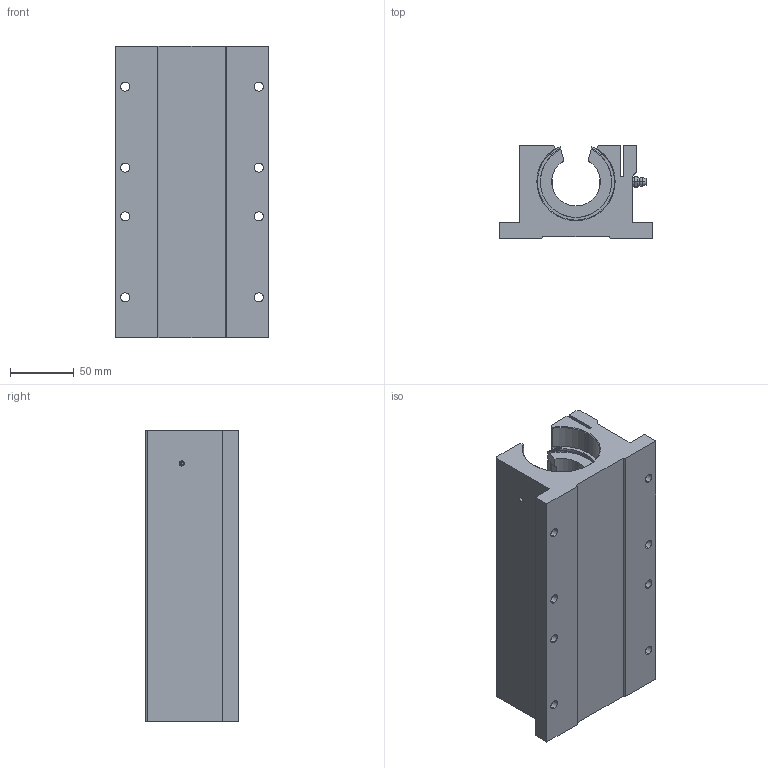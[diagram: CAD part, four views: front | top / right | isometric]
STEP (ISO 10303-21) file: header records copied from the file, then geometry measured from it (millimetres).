
FILE_DESCRIPTION (( 'STEP AP214' ), '1' );
FILE_NAME ('PillowBlock_1869D27E4C.step', '2022-05-31T20:11:26', ( '' ), ( '' ), 'SwSTEP 2.0', 'SolidWorks 2019', '' );
FILE_SCHEMA (( 'AUTOMOTIVE_DESIGN' ));
Length unit declared in the file: inch
Products named in the file (3): cy3LSmkvQW_CADModel_0; PillowBlock_1869D27E4C
Assembly tree (1 placements, depth 2):
  cy3LSmkvQW_CADModel_0
  PillowBlock_1869D27E4C
    cy3LSmkvQW_CADModel_0
Bounding box: 120.65 x 73.03 x 228.6 mm (x, y, z)
Volume: 1116013.3 mm3; surface area: 204187.5 mm2
Topology: 15 solids, 15 shells, 456 faces, 1174 edges, 744 vertices
Faces by surface type: cylinder 185, plane 173, cone 78, torus 16, sphere 4
Entity records: 20631 total; most frequent: CARTESIAN_POINT 3113, DIRECTION 2506, ORIENTED_EDGE 2304, EDGE_CURVE 1152, AXIS2_PLACEMENT_3D 967, VERTEX_POINT 738, LINE 572, VECTOR 572
